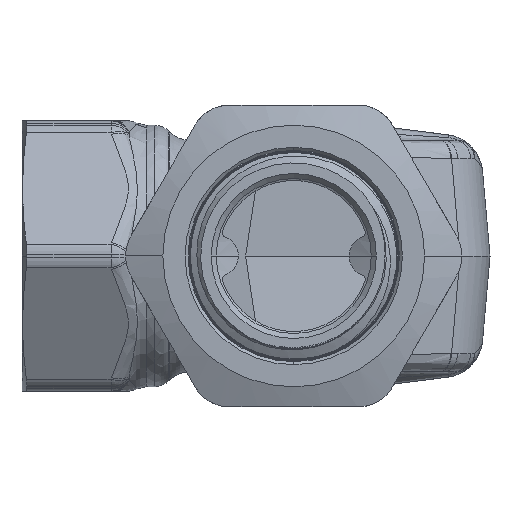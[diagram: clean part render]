
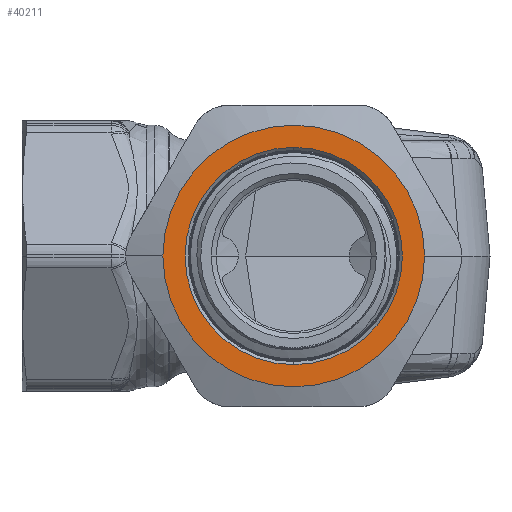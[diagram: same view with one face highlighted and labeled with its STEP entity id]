
A CAD part, front view. The second image highlights one B-rep face of the part: STEP entity #40211.
In plain terms, the highlighted planar face has unit normal (0, -1, 0).
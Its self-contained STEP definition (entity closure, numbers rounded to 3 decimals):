
#11194=CARTESIAN_POINT('',(0.,-35.7,0.));
#11195=DIRECTION('',(0.,-1.,0.));
#11196=DIRECTION('',(0.,0.,-1.));
#11197=AXIS2_PLACEMENT_3D('',#11194,#11195,#11196);
#11212=CARTESIAN_POINT('',(0.,-35.7,0.));
#11213=DIRECTION('',(0.,-1.,0.));
#11214=DIRECTION('',(-1.,0.,0.));
#11215=AXIS2_PLACEMENT_3D('',#11212,#11213,#11214);
#11217=CARTESIAN_POINT('',(0.,-35.7,0.));
#11218=DIRECTION('',(0.,-1.,0.));
#11219=DIRECTION('',(1.,0.,0.));
#11220=AXIS2_PLACEMENT_3D('',#11217,#11218,#11219);
#14746=CARTESIAN_POINT('',(0.,-35.7,0.));
#14747=DIRECTION('',(0.,-1.,0.));
#14748=DIRECTION('',(0.,0.,1.));
#14749=AXIS2_PLACEMENT_3D('',#14746,#14747,#14748);
#26296=CARTESIAN_POINT('',(0.,-35.7,10.8));
#26297=CARTESIAN_POINT('',(0.,-35.7,-10.8));
#26298=VERTEX_POINT('',#26296);
#26299=VERTEX_POINT('',#26297);
#26304=CARTESIAN_POINT('',(-13.,-35.7,0.));
#26305=CARTESIAN_POINT('',(13.,-35.7,0.));
#26306=VERTEX_POINT('',#26304);
#26307=VERTEX_POINT('',#26305);
#40195=CARTESIAN_POINT('',(0.,-35.7,0.));
#40196=DIRECTION('',(0.,1.,0.));
#40197=DIRECTION('',(1.,0.,0.));
#40198=AXIS2_PLACEMENT_3D('',#40195,#40196,#40197);
#40199=PLANE('',#40198);
#40201=ORIENTED_EDGE('',*,*,#40200,.F.);
#40203=ORIENTED_EDGE('',*,*,#40202,.F.);
#40204=EDGE_LOOP('',(#40201,#40203));
#40205=FACE_OUTER_BOUND('',#40204,.F.);
#40207=ORIENTED_EDGE('',*,*,#40206,.T.);
#40208=ORIENTED_EDGE('',*,*,#40185,.T.);
#40209=EDGE_LOOP('',(#40207,#40208));
#40210=FACE_BOUND('',#40209,.F.);
#40211=ADVANCED_FACE('',(#40205,#40210),#40199,.F.);
#11198=CIRCLE('',#11197,10.8);
#11216=CIRCLE('',#11215,13.);
#11221=CIRCLE('',#11220,13.);
#14750=CIRCLE('',#14749,10.8);
#40185=EDGE_CURVE('',#26299,#26298,#11198,.T.);
#40200=EDGE_CURVE('',#26306,#26307,#11216,.T.);
#40202=EDGE_CURVE('',#26307,#26306,#11221,.T.);
#40206=EDGE_CURVE('',#26298,#26299,#14750,.T.);
